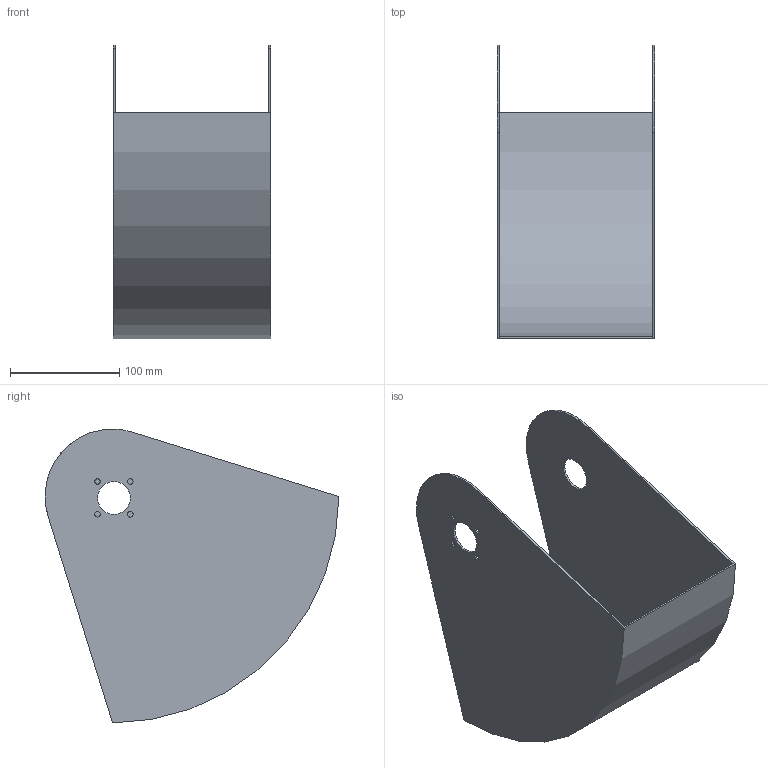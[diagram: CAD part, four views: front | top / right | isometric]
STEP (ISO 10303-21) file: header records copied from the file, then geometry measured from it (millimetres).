
FILE_DESCRIPTION (( 'STEP AP203' ), '1' );
FILE_NAME ('Hood.STEP', '2022-02-24T11:45:31', ( '' ), ( '' ), 'SwSTEP 2.0', 'SolidWorks 2018', '' );
FILE_SCHEMA (( 'CONFIG_CONTROL_DESIGN' ));
Length unit declared in the file: millimetre
Products named in the file (1): Hood
Bounding box: 144 x 268.57 x 268.61 mm (x, y, z)
Volume: 287443.9 mm3; surface area: 290629.8 mm2
Topology: 1 solids, 1 shells, 27 faces, 71 edges, 46 vertices
Faces by surface type: cylinder 17, plane 10
Entity records: 948 total; most frequent: DIRECTION 161, CARTESIAN_POINT 145, ORIENTED_EDGE 142, EDGE_CURVE 71, AXIS2_PLACEMENT_3D 62, VERTEX_POINT 46, EDGE_LOOP 39, LINE 37
